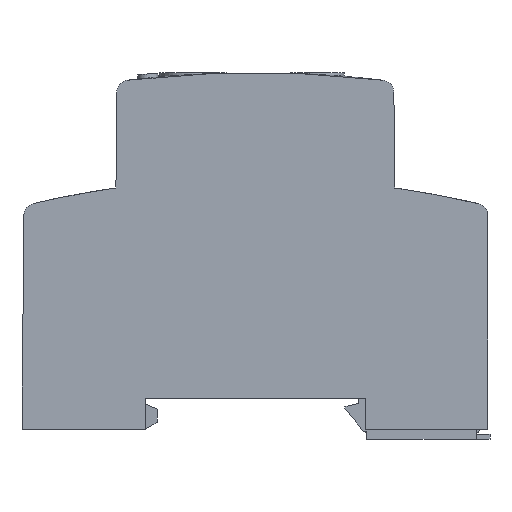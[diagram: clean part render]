
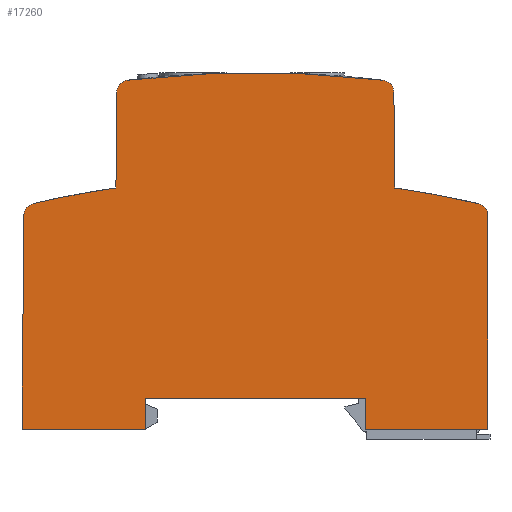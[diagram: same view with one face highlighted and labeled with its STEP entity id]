
A CAD part, left-side view. The second image highlights one B-rep face of the part: STEP entity #17260.
In plain terms, the highlighted face is planar.
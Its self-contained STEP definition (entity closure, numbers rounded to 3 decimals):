
#9010=CARTESIAN_POINT('',(106.975,16.056,-20.25));
#9020=VERTEX_POINT('',#9010);
#9070=CARTESIAN_POINT('',(45.021,16.056,-20.25));
#9080=DIRECTION('',(1.,0.,0.));
#9090=VECTOR('',#9080,1.);
#9100=LINE('',#9070,#9090);
#9110=CARTESIAN_POINT('',(87.091,16.056,-20.25));
#9120=VERTEX_POINT('',#9110);
#9130=EDGE_CURVE('',#9120,#9020,#9100,.T.);
#14720=CARTESIAN_POINT('',(46.992,70.373,-20.25));
#14730=VERTEX_POINT('',#14720);
#14900=CARTESIAN_POINT('',(46.858,54.948,-20.25));
#14910=VERTEX_POINT('',#14900);
#14940=CARTESIAN_POINT('',(46.861,55.264,-20.25));
#14950=DIRECTION('',(-0.009,-1.,
0.));
#14960=VECTOR('',#14950,1.);
#14970=LINE('',#14940,#14960);
#14980=EDGE_CURVE('',#14730,#14910,#14970,.T.);
#16020=CARTESIAN_POINT('',(69.341,23.506,-20.25));
#16030=DIRECTION('',(0.,0.,-1.));
#16040=DIRECTION('',(-1.,0.,0.));
#16050=AXIS2_PLACEMENT_3D('',#16020,#16030,#16040);
#16060=PLANE('',#16050);
#16070=CARTESIAN_POINT('',(69.341,-101.444,-20.25));
#16080=DIRECTION('',(0.,0.,-1.));
#16090=DIRECTION('',(-1.,0.,0.));
#16100=AXIS2_PLACEMENT_3D('',#16070,#16080,#16090);
#16110=CIRCLE('',#16100,158.);
#16120=CARTESIAN_POINT('',(33.386,52.411,
-20.25));
#16130=VERTEX_POINT('',#16120);
#16140=EDGE_CURVE('',#16130,#14910,#16110,.T.);
#16150=ORIENTED_EDGE('',*,*,#16140,.T.);
#16160=CARTESIAN_POINT('',(33.841,50.463,
-20.25));
#16170=DIRECTION('',(0.,0.,-1.));
#16180=DIRECTION('',(-1.,0.,0.));
#16190=AXIS2_PLACEMENT_3D('',#16160,#16170,#16180);
#16200=CIRCLE('',#16190,2.);
#16210=CARTESIAN_POINT('',(31.841,50.463,
-20.25));
#16220=VERTEX_POINT('',#16210);
#16230=EDGE_CURVE('',#16220,#16130,#16200,.T.);
#16240=ORIENTED_EDGE('',*,*,#16230,.T.);
#16250=CARTESIAN_POINT('',(31.841,55.264,
-20.25));
#16260=DIRECTION('',(0.,1.,0.));
#16270=VECTOR('',#16260,1.);
#16280=LINE('',#16250,#16270);
#16290=CARTESIAN_POINT('',(31.841,16.056,
-20.25));
#16300=VERTEX_POINT('',#16290);
#16310=EDGE_CURVE('',#16300,#16220,#16280,.T.);
#16320=ORIENTED_EDGE('',*,*,#16310,.T.);
#16330=CARTESIAN_POINT('',(45.021,16.056,-20.25));
#16340=DIRECTION('',(1.,0.,0.));
#16350=VECTOR('',#16340,1.);
#16360=LINE('',#16330,#16350);
#16370=CARTESIAN_POINT('',(51.591,16.056,-20.25));
#16380=VERTEX_POINT('',#16370);
#16390=EDGE_CURVE('',#16300,#16380,#16360,.T.);
#16400=ORIENTED_EDGE('',*,*,#16390,.F.);
#16410=CARTESIAN_POINT('',(51.591,55.264,-20.25));
#16420=DIRECTION('',(0.,-1.,0.));
#16430=VECTOR('',#16420,1.);
#16440=LINE('',#16410,#16430);
#16450=CARTESIAN_POINT('',(51.591,21.056,-20.25));
#16460=VERTEX_POINT('',#16450);
#16470=EDGE_CURVE('',#16460,#16380,#16440,.T.);
#16480=ORIENTED_EDGE('',*,*,#16470,.T.);
#16490=CARTESIAN_POINT('',(45.021,21.056,-20.25));
#16500=DIRECTION('',(1.,0.,0.));
#16510=VECTOR('',#16500,1.);
#16520=LINE('',#16490,#16510);
#16530=CARTESIAN_POINT('',(87.091,21.056,-20.25));
#16540=VERTEX_POINT('',#16530);
#16550=EDGE_CURVE('',#16460,#16540,#16520,.T.);
#16560=ORIENTED_EDGE('',*,*,#16550,.F.);
#16570=CARTESIAN_POINT('',(87.091,55.264,-20.25));
#16580=DIRECTION('',(0.,-1.,0.));
#16590=VECTOR('',#16580,1.);
#16600=LINE('',#16570,#16590);
#16610=EDGE_CURVE('',#16540,#9120,#16600,.T.);
#16620=ORIENTED_EDGE('',*,*,#16610,.F.);
#16630=ORIENTED_EDGE('',*,*,#9130,.F.);
#16640=CARTESIAN_POINT('',(106.633,55.264,-20.25));
#16650=DIRECTION('',(0.009,-1.,
0.));
#16660=VECTOR('',#16650,1.);
#16670=LINE('',#16640,#16660);
#16680=CARTESIAN_POINT('',(106.674,50.52,-20.25));
#16690=VERTEX_POINT('',#16680);
#16700=EDGE_CURVE('',#16690,#9020,#16670,.T.);
#16710=ORIENTED_EDGE('',*,*,#16700,.T.);
#16720=CARTESIAN_POINT('',(104.674,50.502,-20.25));
#16730=DIRECTION('',(0.,0.,-1.));
#16740=DIRECTION('',(-1.,0.,0.));
#16750=AXIS2_PLACEMENT_3D('',#16720,#16730,#16740);
#16760=CIRCLE('',#16750,2.);
#16770=CARTESIAN_POINT('',(105.127,52.45,-20.25));
#16780=VERTEX_POINT('',#16770);
#16790=EDGE_CURVE('',#16780,#16690,#16760,.T.);
#16800=ORIENTED_EDGE('',*,*,#16790,.T.);
#16810=CARTESIAN_POINT('',(69.341,-101.444,-20.25));
#16820=DIRECTION('',(0.,0.,-1.));
#16830=DIRECTION('',(-1.,0.,0.));
#16840=AXIS2_PLACEMENT_3D('',#16810,#16820,#16830);
#16850=CIRCLE('',#16840,158.);
#16860=CARTESIAN_POINT('',(91.825,54.948,-20.25));
#16870=VERTEX_POINT('',#16860);
#16880=EDGE_CURVE('',#16870,#16780,#16850,.T.);
#16890=ORIENTED_EDGE('',*,*,#16880,.T.);
#16900=CARTESIAN_POINT('',(91.822,55.264,-20.25));
#16910=DIRECTION('',(-0.009,1.,
0.));
#16920=VECTOR('',#16910,1.);
#16930=LINE('',#16900,#16920);
#16940=CARTESIAN_POINT('',(91.69,70.373,-20.25));
#16950=VERTEX_POINT('',#16940);
#16960=EDGE_CURVE('',#16870,#16950,#16930,.T.);
#16970=ORIENTED_EDGE('',*,*,#16960,.F.);
#16980=CARTESIAN_POINT('',(89.69,70.355,-20.25));
#16990=DIRECTION('',(0.,0.,1.));
#17000=DIRECTION('',(1.,0.,0.));
#17010=AXIS2_PLACEMENT_3D('',#16980,#16990,#17000);
#17020=CIRCLE('',#17010,2.);
#17030=CARTESIAN_POINT('',(89.926,72.341,-20.25));
#17040=VERTEX_POINT('',#17030);
#17050=EDGE_CURVE('',#16950,#17040,#17020,.T.);
#17060=ORIENTED_EDGE('',*,*,#17050,.F.);
#17070=CARTESIAN_POINT('',(69.341,-101.444,-20.25));
#17080=DIRECTION('',(0.,0.,-1.));
#17090=DIRECTION('',(-1.,0.,0.));
#17100=AXIS2_PLACEMENT_3D('',#17070,#17080,#17090);
#17110=CIRCLE('',#17100,175.);
#17120=CARTESIAN_POINT('',(48.757,72.341,-20.25));
#17130=VERTEX_POINT('',#17120);
#17140=EDGE_CURVE('',#17130,#17040,#17110,.T.);
#17150=ORIENTED_EDGE('',*,*,#17140,.T.);
#17160=CARTESIAN_POINT('',(48.992,70.355,-20.25));
#17170=DIRECTION('',(0.,0.,1.));
#17180=DIRECTION('',(1.,0.,0.));
#17190=AXIS2_PLACEMENT_3D('',#17160,#17170,#17180);
#17200=CIRCLE('',#17190,2.);
#17210=EDGE_CURVE('',#17130,#14730,#17200,.T.);
#17220=ORIENTED_EDGE('',*,*,#17210,.F.);
#17230=ORIENTED_EDGE('',*,*,#14980,.F.);
#17240=EDGE_LOOP('',(#17230,#17220,#17150,#17060,#16970,#16890,#16800,
#16710,#16630,#16620,#16560,#16480,#16400,#16320,#16240,#16150));
#17250=FACE_OUTER_BOUND('',#17240,.T.);
#17260=ADVANCED_FACE('',(#17250),#16060,.T.);
